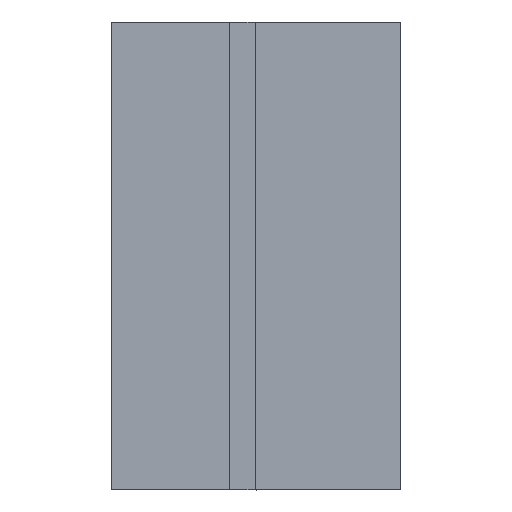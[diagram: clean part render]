
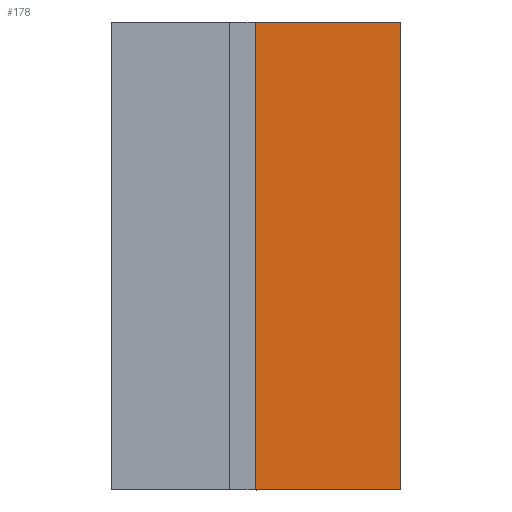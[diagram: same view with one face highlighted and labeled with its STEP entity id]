
A CAD part, top view. The second image highlights one B-rep face of the part: STEP entity #178.
In plain terms, the highlighted planar face has unit normal (0, 0, 1).
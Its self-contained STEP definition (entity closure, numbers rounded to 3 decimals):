
#19=PLANE('',#215);
#29=FACE_OUTER_BOUND('',#39,.T.);
#39=EDGE_LOOP('',(#138,#139,#140,#141));
#55=LINE('',#300,#72);
#56=LINE('',#303,#73);
#57=LINE('',#305,#74);
#58=LINE('',#306,#75);
#72=VECTOR('',#252,10.);
#73=VECTOR('',#255,10.);
#74=VECTOR('',#256,10.);
#75=VECTOR('',#257,10.);
#92=VERTEX_POINT('',#296);
#93=VERTEX_POINT('',#298);
#94=VERTEX_POINT('',#302);
#95=VERTEX_POINT('',#304);
#111=EDGE_CURVE('',#92,#93,#55,.T.);
#112=EDGE_CURVE('',#94,#92,#56,.T.);
#113=EDGE_CURVE('',#95,#93,#57,.T.);
#114=EDGE_CURVE('',#94,#95,#58,.T.);
#138=ORIENTED_EDGE('',*,*,#112,.T.);
#139=ORIENTED_EDGE('',*,*,#111,.T.);
#140=ORIENTED_EDGE('',*,*,#113,.F.);
#141=ORIENTED_EDGE('',*,*,#114,.F.);
#178=ADVANCED_FACE('',(#29),#19,.T.);
#215=AXIS2_PLACEMENT_3D('',#301,#253,#254);
#252=DIRECTION('',(0.,1.,0.));
#253=DIRECTION('center_axis',(0.,0.,1.));
#254=DIRECTION('ref_axis',(1.,0.,0.));
#255=DIRECTION('',(1.,0.,0.));
#256=DIRECTION('',(1.,0.,0.));
#257=DIRECTION('',(0.,1.,0.));
#296=CARTESIAN_POINT('',(17.031,0.,-10.));
#298=CARTESIAN_POINT('',(17.031,55.,-10.));
#300=CARTESIAN_POINT('',(17.031,0.,-10.));
#301=CARTESIAN_POINT('Origin',(-0.1,0.,-10.));
#302=CARTESIAN_POINT('',(-0.1,0.,-10.));
#303=CARTESIAN_POINT('',(-0.1,0.,-10.));
#304=CARTESIAN_POINT('',(-0.1,55.,-10.));
#305=CARTESIAN_POINT('',(-0.1,55.,-10.));
#306=CARTESIAN_POINT('',(-0.1,0.,-10.));
